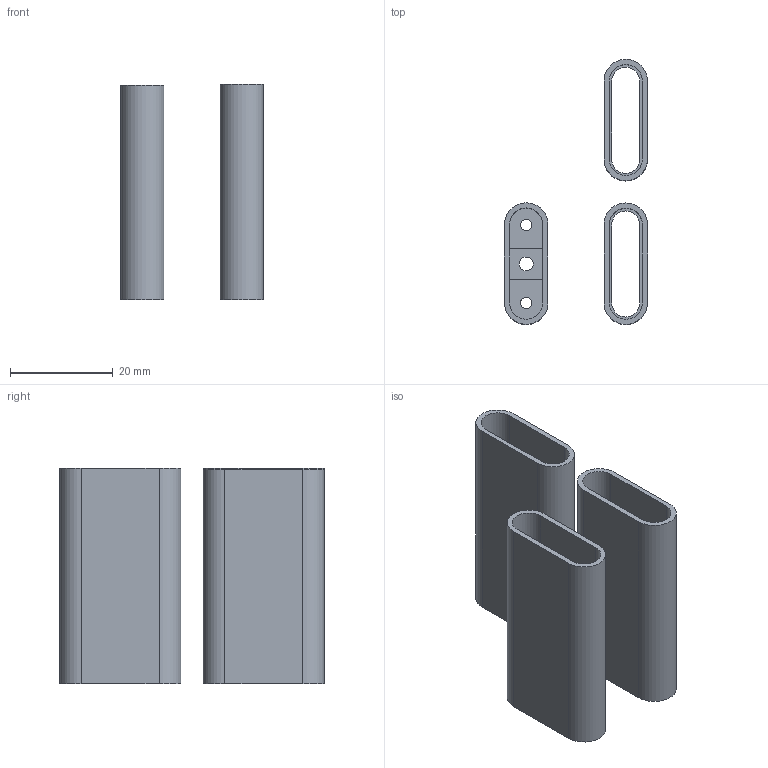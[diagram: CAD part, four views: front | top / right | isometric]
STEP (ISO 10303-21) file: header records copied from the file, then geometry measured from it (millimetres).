
FILE_DESCRIPTION(/* description */ (''),/* implementation_level */ '2;1');
FILE_NAME(/* name */ 'shuffle-cover-v.1.00.step',/* time_stamp */ '2025-11-04T19:01:32+03:00',/* author */ (''),/* organization */ (''),/* preprocessor_version */ 'ST-DEVELOPER v20.1',/* originating_system */ 'Autodesk Translation Framework v14.17.0.0',/* authorisation */ '');
FILE_SCHEMA (('AUTOMOTIVE_DESIGN { 1 0 10303 214 3 1 1 }'));
Length unit declared in the file: millimetre
Products named in the file (1): (Unsaved)
Bounding box: 27.88 x 51.68 x 42 mm (x, y, z)
Volume: 6987.2 mm3; surface area: 14171.9 mm2
Topology: 3 solids, 3 shells, 102 faces, 225 edges, 132 vertices
Faces by surface type: plane 53, cylinder 34, cone 15
Full cylindrical faces by diameter (mm): 2.2 x2, 2.7 x1, 3.5 x1, 3.8 x2
Entity records: 2796 total; most frequent: DIRECTION 499, CARTESIAN_POINT 460, ORIENTED_EDGE 450, EDGE_CURVE 225, AXIS2_PLACEMENT_3D 171, LINE 157, VECTOR 157, VERTEX_POINT 132
